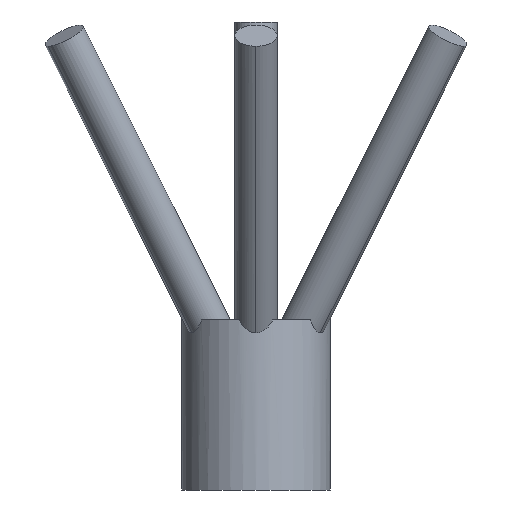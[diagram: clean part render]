
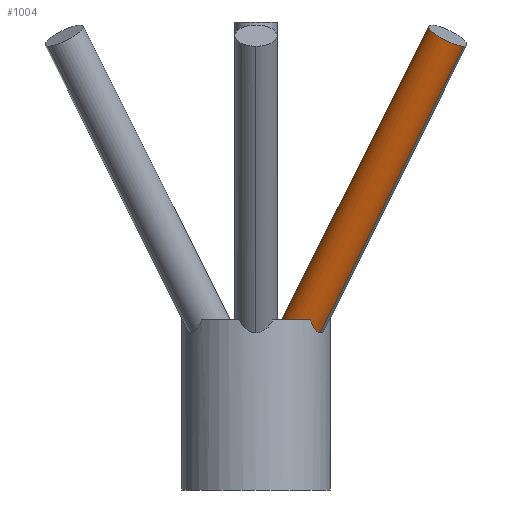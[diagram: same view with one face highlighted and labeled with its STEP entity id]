
A CAD part, front view. The second image highlights one B-rep face of the part: STEP entity #1004.
In plain terms, the highlighted cylindrical face has radius 0.127 mm (diameter 0.254 mm), a partial arc.
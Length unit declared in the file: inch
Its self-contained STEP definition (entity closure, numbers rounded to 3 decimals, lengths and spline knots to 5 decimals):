
#27 = CARTESIAN_POINT ( 'NONE',  ( 0.01306, -0.01165, 0.03921 ) ) ;
#60 = CARTESIAN_POINT ( 'NONE',  ( 0.00662, -0.004, 0.04 ) ) ;
#79 = EDGE_CURVE ( 'NONE', #690, #169, #1047, .T. ) ;
#92 = VERTEX_POINT ( 'NONE', #1008 ) ;
#129 = CARTESIAN_POINT ( 'NONE',  ( 0.00655, -0.00412, 0.04 ) ) ;
#141 = CARTESIAN_POINT ( 'NONE',  ( 0.04507, -0.02602, 0.10679 ) ) ;
#147 = B_SPLINE_CURVE_WITH_KNOTS ( 'NONE', 3,
 ( #868, #129, #60, #448 ),
 .UNSPECIFIED., .F., .F.,
 ( 4, 4 ),
 ( 0., 0.5 ),
 .UNSPECIFIED. ) ;
#148 = LINE ( 'NONE', #699, #442 ) ;
#152 = CARTESIAN_POINT ( 'NONE',  ( 0.00669, -0.00386, 0.04001 ) ) ;
#169 = VERTEX_POINT ( 'NONE', #856 ) ;
#173 = EDGE_CURVE ( 'NONE', #388, #92, #148, .T. ) ;
#199 = CARTESIAN_POINT ( 'NONE',  ( 0.0128, -0.01193, 0.04 ) ) ;
#228 = EDGE_CURVE ( 'NONE', #169, #740, #147, .T. ) ;
#272 = CARTESIAN_POINT ( 'NONE',  ( 0.00647, -0.00425, 0.04 ) ) ;
#283 = DIRECTION ( 'NONE',  ( 0.433, -0.25, 0.866 ) ) ;
#301 = CARTESIAN_POINT ( 'NONE',  ( 0.04507, -0.02602, 0.10679 ) ) ;
#304 = LINE ( 'NONE', #820, #948 ) ;
#348 = CARTESIAN_POINT ( 'NONE',  ( 0.01423, -0.01021, 0.03733 ) ) ;
#368 = CARTESIAN_POINT ( 'NONE',  ( 0.04132, -0.02386, 0.10929 ) ) ;
#373 = DIRECTION ( 'NONE',  ( -0.75, 0.433, 0.5 ) ) ;
#375 = CARTESIAN_POINT ( 'NONE',  ( 0.0128, -0.01193, 0.04 ) ) ;
#388 = VERTEX_POINT ( 'NONE', #967 ) ;
#390 = DIRECTION ( 'NONE',  ( 0.433, -0.25, 0.866 ) ) ;
#406 = AXIS2_PLACEMENT_3D ( 'NONE', #301, #390, #373 ) ;
#428 = CARTESIAN_POINT ( 'NONE',  ( 0.0128, -0.01193, 0.04 ) ) ;
#437 = ORIENTED_EDGE ( 'NONE', *, *, #79, .F. ) ;
#438 = AXIS2_PLACEMENT_3D ( 'NONE', #141, #283, #692 ) ;
#442 = VECTOR ( 'NONE', #774, 39.37008 ) ;
#448 = CARTESIAN_POINT ( 'NONE',  ( 0.00669, -0.00386, 0.04001 ) ) ;
#471 = EDGE_LOOP ( 'NONE', ( #654, #924, #1050, #846, #674, #437 ) ) ;
#501 = CARTESIAN_POINT ( 'NONE',  ( 0.0134, -0.01128, 0.03847 ) ) ;
#535 = CYLINDRICAL_SURFACE ( 'NONE', #406, 0.005 ) ;
#554 = FACE_OUTER_BOUND ( 'NONE', #471, .T. ) ;
#578 = EDGE_CURVE ( 'NONE', #690, #388, #1022, .T. ) ;
#591 = CARTESIAN_POINT ( 'NONE',  ( 0.01472, -0.00951, 0.03696 ) ) ;
#654 = ORIENTED_EDGE ( 'NONE', *, *, #578, .T. ) ;
#661 = EDGE_CURVE ( 'NONE', #695, #92, #881, .T. ) ;
#674 = ORIENTED_EDGE ( 'NONE', *, *, #228, .F. ) ;
#690 = VERTEX_POINT ( 'NONE', #375 ) ;
#692 = DIRECTION ( 'NONE',  ( -0.75, 0.433, 0.5 ) ) ;
#695 = VERTEX_POINT ( 'NONE', #368 ) ;
#699 = CARTESIAN_POINT ( 'NONE',  ( 0.04882, -0.02819, 0.10429 ) ) ;
#740 = VERTEX_POINT ( 'NONE', #152 ) ;
#761 = CARTESIAN_POINT ( 'NONE',  ( 0.00788, -0.0123, 0.04 ) ) ;
#774 = DIRECTION ( 'NONE',  ( 0.433, -0.25, 0.866 ) ) ;
#820 = CARTESIAN_POINT ( 'NONE',  ( 0.04132, -0.02386, 0.10929 ) ) ;
#838 = CARTESIAN_POINT ( 'NONE',  ( 0.01516, -0.00875, 0.03696 ) ) ;
#845 = EDGE_CURVE ( 'NONE', #740, #695, #304, .T. ) ;
#846 = ORIENTED_EDGE ( 'NONE', *, *, #845, .F. ) ;
#856 = CARTESIAN_POINT ( 'NONE',  ( 0.00647, -0.00425, 0.04 ) ) ;
#868 = CARTESIAN_POINT ( 'NONE',  ( 0.00647, -0.00425, 0.04 ) ) ;
#881 = CIRCLE ( 'NONE', #438, 0.005 ) ;
#924 = ORIENTED_EDGE ( 'NONE', *, *, #173, .T. ) ;
#937 = DIRECTION ( 'NONE',  ( 0.433, -0.25, 0.866 ) ) ;
#948 = VECTOR ( 'NONE', #937, 39.37008 ) ;
#967 = CARTESIAN_POINT ( 'NONE',  ( 0.01516, -0.00875, 0.03696 ) ) ;
#996 = CARTESIAN_POINT ( 'NONE',  ( 0.00463, -0.00837, 0.04 ) ) ;
#1004 = ADVANCED_FACE ( 'NONE', ( #554 ), #535, .T. ) ;
#1008 = CARTESIAN_POINT ( 'NONE',  ( 0.04882, -0.02819, 0.10429 ) ) ;
#1022 = B_SPLINE_CURVE_WITH_KNOTS ( 'NONE', 3,
 ( #428, #27, #501, #348, #591, #838 ),
 .UNSPECIFIED., .F., .F.,
 ( 4, 2, 4 ),
 ( 0.00041, 0.00047, 0.00054 ),
 .UNSPECIFIED. ) ;
#1047 =( BOUNDED_CURVE ( )  B_SPLINE_CURVE ( 3, ( #199, #761, #996, #272 ),
 .UNSPECIFIED., .F., .T. ) 
 B_SPLINE_CURVE_WITH_KNOTS ( ( 4, 4 ),
 ( 0.90403, 3.05196 ),
 .UNSPECIFIED. ) 
 CURVE ( )  GEOMETRIC_REPRESENTATION_ITEM ( )  RATIONAL_B_SPLINE_CURVE ( ( 1., 0.651, 0.651, 1. ) ) 
 REPRESENTATION_ITEM ( '' )  );
#1050 = ORIENTED_EDGE ( 'NONE', *, *, #661, .F. ) ;
